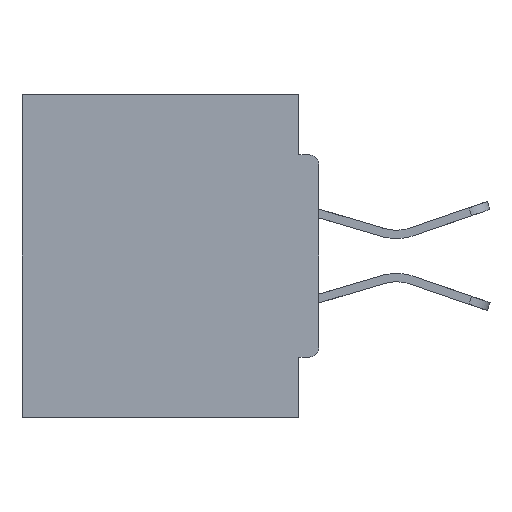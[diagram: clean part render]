
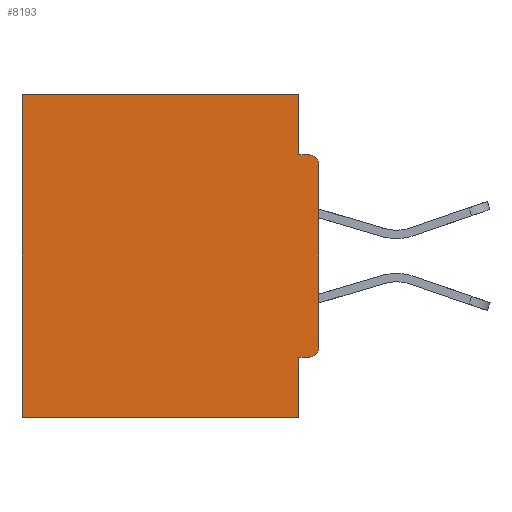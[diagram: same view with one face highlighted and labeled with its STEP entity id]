
A CAD part, left-side view. The second image highlights one B-rep face of the part: STEP entity #8193.
In plain terms, the highlighted planar face has unit normal (-1, 0, 0).
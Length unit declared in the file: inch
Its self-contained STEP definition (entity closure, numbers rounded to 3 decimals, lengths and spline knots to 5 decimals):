
#222 = ORIENTED_EDGE ( 'NONE', *, *, #9026, .F. ) ;
#1507 = DIRECTION ( 'NONE',  ( 0., 0., -1. ) ) ;
#1636 = DIRECTION ( 'NONE',  ( -1., 0., 0. ) ) ;
#3942 = ORIENTED_EDGE ( 'NONE', *, *, #16997, .F. ) ;
#4587 = CARTESIAN_POINT ( 'NONE',  ( 0.298, 0., -0.3915 ) ) ;
#4612 = EDGE_CURVE ( 'NONE', #14209, #11469, #19726, .T. ) ;
#5344 = VERTEX_POINT ( 'NONE', #11011 ) ;
#5574 = CARTESIAN_POINT ( 'NONE',  ( 0.298, 0., 0. ) ) ;
#6157 = EDGE_CURVE ( 'NONE', #9602, #30759, #28957, .T. ) ;
#6237 = CARTESIAN_POINT ( 'NONE',  ( 0.298, 0.031, -0.4065 ) ) ;
#6522 = ORIENTED_EDGE ( 'NONE', *, *, #11279, .F. ) ;
#6530 = VERTEX_POINT ( 'NONE', #22539 ) ;
#6746 = CARTESIAN_POINT ( 'NONE',  ( 0.298, 0., -0.5 ) ) ;
#6800 = CARTESIAN_POINT ( 'NONE',  ( 0.298, 0.031, -0.5 ) ) ;
#7079 = FACE_OUTER_BOUND ( 'NONE', #19977, .T. ) ;
#7085 = CARTESIAN_POINT ( 'NONE',  ( 0.298, 0.015, -0.4065 ) ) ;
#7230 = CARTESIAN_POINT ( 'NONE',  ( 0.298, 0., 0. ) ) ;
#8089 = CARTESIAN_POINT ( 'NONE',  ( 0.298, 0.031, -0.0935 ) ) ;
#8158 = DIRECTION ( 'NONE',  ( 0., 0., -1. ) ) ;
#8193 = ADVANCED_FACE ( 'NONE', ( #7079 ), #13969, .F. ) ;
#8867 = VERTEX_POINT ( 'NONE', #24285 ) ;
#9026 = EDGE_CURVE ( 'NONE', #6530, #19174, #15867, .T. ) ;
#9532 = ORIENTED_EDGE ( 'NONE', *, *, #23331, .F. ) ;
#9602 = VERTEX_POINT ( 'NONE', #7085 ) ;
#10120 = CARTESIAN_POINT ( 'NONE',  ( 0.298, 0.015, -0.3915 ) ) ;
#11011 = CARTESIAN_POINT ( 'NONE',  ( 0.298, 0.015, -0.0935 ) ) ;
#11279 = EDGE_CURVE ( 'NONE', #9602, #16210, #16963, .T. ) ;
#11297 = DIRECTION ( 'NONE',  ( 0., 0., -1. ) ) ;
#11469 = VERTEX_POINT ( 'NONE', #8089 ) ;
#12504 = ORIENTED_EDGE ( 'NONE', *, *, #4612, .F. ) ;
#12634 = DIRECTION ( 'NONE',  ( 0., 1., 0. ) ) ;
#12697 = DIRECTION ( 'NONE',  ( 0., 0., -1. ) ) ;
#12698 = LINE ( 'NONE', #7230, #21922 ) ;
#13648 = DIRECTION ( 'NONE',  ( 1., 0., 0. ) ) ;
#13860 = DIRECTION ( 'NONE',  ( 0., 0., -1. ) ) ;
#13969 = PLANE ( 'NONE',  #27546 ) ;
#14209 = VERTEX_POINT ( 'NONE', #17125 ) ;
#14296 = VECTOR ( 'NONE', #8158, 39.37008 ) ;
#14505 = VECTOR ( 'NONE', #16939, 39.37008 ) ;
#14994 = VERTEX_POINT ( 'NONE', #26358 ) ;
#15370 = VECTOR ( 'NONE', #22137, 39.37008 ) ;
#15482 = DIRECTION ( 'NONE',  ( 0., 0., -1. ) ) ;
#15867 = LINE ( 'NONE', #6746, #29493 ) ;
#16210 = VERTEX_POINT ( 'NONE', #6237 ) ;
#16434 = CARTESIAN_POINT ( 'NONE',  ( 0.298, 0., 0. ) ) ;
#16934 = DIRECTION ( 'NONE',  ( 0., 1., 0. ) ) ;
#16939 = DIRECTION ( 'NONE',  ( 0., -1., 0. ) ) ;
#16963 = LINE ( 'NONE', #29913, #15370 ) ;
#16997 = EDGE_CURVE ( 'NONE', #14994, #30759, #17494, .T. ) ;
#17125 = CARTESIAN_POINT ( 'NONE',  ( 0.298, 0.031, 0. ) ) ;
#17494 = LINE ( 'NONE', #5574, #14296 ) ;
#17958 = LINE ( 'NONE', #21818, #20783 ) ;
#18260 = ORIENTED_EDGE ( 'NONE', *, *, #24086, .T. ) ;
#19174 = VERTEX_POINT ( 'NONE', #26375 ) ;
#19243 = EDGE_CURVE ( 'NONE', #14994, #5344, #31954, .T. ) ;
#19710 = DIRECTION ( 'NONE',  ( 0., 0., -1. ) ) ;
#19726 = LINE ( 'NONE', #6800, #33018 ) ;
#19977 = EDGE_LOOP ( 'NONE', ( #27208, #32096, #12504, #18260, #29369, #222, #9532, #6522, #33274, #3942 ) ) ;
#20626 = AXIS2_PLACEMENT_3D ( 'NONE', #29969, #1636, #19710 ) ;
#20783 = VECTOR ( 'NONE', #11297, 39.37008 ) ;
#21818 = CARTESIAN_POINT ( 'NONE',  ( 0.298, 0.46, 0. ) ) ;
#21922 = VECTOR ( 'NONE', #12634, 39.37008 ) ;
#22137 = DIRECTION ( 'NONE',  ( 0., 1., 0. ) ) ;
#22539 = CARTESIAN_POINT ( 'NONE',  ( 0.298, 0.031, -0.5 ) ) ;
#23331 = EDGE_CURVE ( 'NONE', #16210, #6530, #31723, .T. ) ;
#24086 = EDGE_CURVE ( 'NONE', #14209, #8867, #12698, .T. ) ;
#24285 = CARTESIAN_POINT ( 'NONE',  ( 0.298, 0.46, 0. ) ) ;
#24598 = LINE ( 'NONE', #27518, #14505 ) ;
#24841 = VECTOR ( 'NONE', #15482, 39.37008 ) ;
#26358 = CARTESIAN_POINT ( 'NONE',  ( 0.298, 0., -0.1085 ) ) ;
#26375 = CARTESIAN_POINT ( 'NONE',  ( 0.298, 0.46, -0.5 ) ) ;
#27208 = ORIENTED_EDGE ( 'NONE', *, *, #19243, .T. ) ;
#27310 = EDGE_CURVE ( 'NONE', #11469, #5344, #24598, .T. ) ;
#27502 = AXIS2_PLACEMENT_3D ( 'NONE', #10120, #30458, #12697 ) ;
#27518 = CARTESIAN_POINT ( 'NONE',  ( 0.298, 0., -0.0935 ) ) ;
#27546 = AXIS2_PLACEMENT_3D ( 'NONE', #16434, #13648, #13860 ) ;
#28957 = CIRCLE ( 'NONE', #27502, 0.015 ) ;
#29369 = ORIENTED_EDGE ( 'NONE', *, *, #31691, .T. ) ;
#29493 = VECTOR ( 'NONE', #16934, 39.37008 ) ;
#29913 = CARTESIAN_POINT ( 'NONE',  ( 0.298, 0., -0.4065 ) ) ;
#29969 = CARTESIAN_POINT ( 'NONE',  ( 0.298, 0.015, -0.1085 ) ) ;
#30458 = DIRECTION ( 'NONE',  ( -1., 0., 0. ) ) ;
#30759 = VERTEX_POINT ( 'NONE', #4587 ) ;
#30824 = CARTESIAN_POINT ( 'NONE',  ( 0.298, 0.031, -0.5 ) ) ;
#31691 = EDGE_CURVE ( 'NONE', #8867, #19174, #17958, .T. ) ;
#31723 = LINE ( 'NONE', #30824, #24841 ) ;
#31954 = CIRCLE ( 'NONE', #20626, 0.015 ) ;
#32096 = ORIENTED_EDGE ( 'NONE', *, *, #27310, .F. ) ;
#33018 = VECTOR ( 'NONE', #1507, 39.37008 ) ;
#33274 = ORIENTED_EDGE ( 'NONE', *, *, #6157, .T. ) ;
